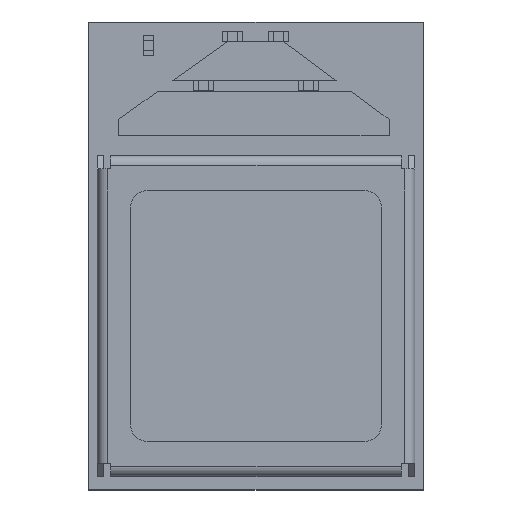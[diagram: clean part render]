
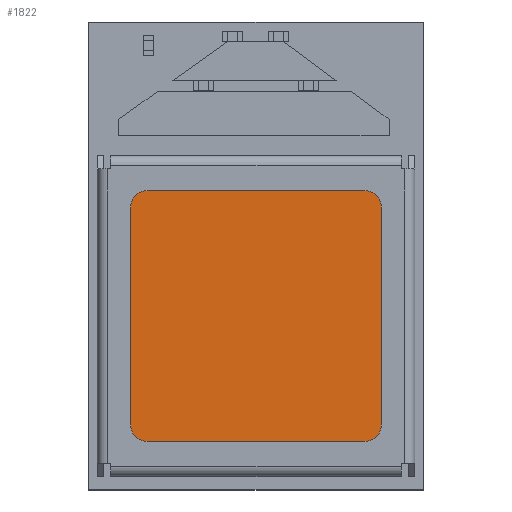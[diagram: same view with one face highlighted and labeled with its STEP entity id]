
A CAD part, top view. The second image highlights one B-rep face of the part: STEP entity #1822.
In plain terms, the highlighted planar face has unit normal (0, 0, 1).
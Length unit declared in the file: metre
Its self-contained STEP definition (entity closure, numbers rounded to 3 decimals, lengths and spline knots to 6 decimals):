
#1822=ADVANCED_FACE('',(#2918),#2919,.T.);
#2918=FACE_OUTER_BOUND('',#3796,.T.);
#2919=PLANE('',#3797);
#3796=EDGE_LOOP('',(#4742,#4743,#4744,#4745,#4746,#4747,#4748,#4749));
#3797=AXIS2_PLACEMENT_3D('',#4750,#4751,#4752);
#4742=ORIENTED_EDGE('',*,*,#6593,.T.);
#4743=ORIENTED_EDGE('',*,*,#6594,.T.);
#4744=ORIENTED_EDGE('',*,*,#6595,.T.);
#4745=ORIENTED_EDGE('',*,*,#6596,.T.);
#4746=ORIENTED_EDGE('',*,*,#6597,.T.);
#4747=ORIENTED_EDGE('',*,*,#6598,.T.);
#4748=ORIENTED_EDGE('',*,*,#6424,.T.);
#4749=ORIENTED_EDGE('',*,*,#6599,.T.);
#4750=CARTESIAN_POINT('',(-0.00658,-0.00244,-0.000664));
#4751=DIRECTION('',(0.0,0.0,1.0));
#4752=DIRECTION('',(1.0,0.0,0.0));
#6424=EDGE_CURVE('',#7211,#7209,#7212,.T.);
#6593=EDGE_CURVE('',#7497,#7498,#7499,.T.);
#6594=EDGE_CURVE('',#7498,#7500,#7501,.T.);
#6595=EDGE_CURVE('',#7500,#7502,#7503,.T.);
#6596=EDGE_CURVE('',#7502,#7504,#7505,.T.);
#6597=EDGE_CURVE('',#7504,#7506,#7507,.T.);
#6598=EDGE_CURVE('',#7506,#7211,#7508,.T.);
#6599=EDGE_CURVE('',#7209,#7497,#7509,.T.);
#7209=VERTEX_POINT('',#8334);
#7211=VERTEX_POINT('',#8337);
#7212=LINE('',#8338,#8339);
#7497=VERTEX_POINT('',#8744);
#7498=VERTEX_POINT('',#8745);
#7499=LINE('',#8746,#8747);
#7500=VERTEX_POINT('',#8748);
#7501=CIRCLE('',#8749,0.0005);
#7502=VERTEX_POINT('',#8750);
#7503=LINE('',#8751,#8752);
#7504=VERTEX_POINT('',#8753);
#7505=CIRCLE('',#8754,0.0005);
#7506=VERTEX_POINT('',#8755);
#7507=LINE('',#8756,#8757);
#7508=CIRCLE('',#8758,0.0005);
#7509=CIRCLE('',#8759,0.0005);
#8334=CARTESIAN_POINT('',(0.00092,0.00456,-0.000664));
#8337=CARTESIAN_POINT('',(0.00092,-0.00194,-0.000664));
#8338=CARTESIAN_POINT('',(0.00092,-0.00244,-0.000664));
#8339=VECTOR('',#9833,1.0);
#8744=CARTESIAN_POINT('',(0.00042,0.00506,-0.000664));
#8745=CARTESIAN_POINT('',(-0.00608,0.00506,-0.000664));
#8746=CARTESIAN_POINT('',(0.00092,0.00506,-0.000664));
#8747=VECTOR('',#9996,1.0);
#8748=CARTESIAN_POINT('',(-0.00658,0.00456,-0.000664));
#8749=AXIS2_PLACEMENT_3D('',#9997,#9998,#9999);
#8750=CARTESIAN_POINT('',(-0.00658,-0.00194,-0.000664));
#8751=CARTESIAN_POINT('',(-0.00658,0.00506,-0.000664));
#8752=VECTOR('',#10000,1.0);
#8753=CARTESIAN_POINT('',(-0.00608,-0.00244,-0.000664));
#8754=AXIS2_PLACEMENT_3D('',#10001,#10002,#10003);
#8755=CARTESIAN_POINT('',(0.00042,-0.00244,-0.000664));
#8756=CARTESIAN_POINT('',(-0.00658,-0.00244,-0.000664));
#8757=VECTOR('',#10004,1.0);
#8758=AXIS2_PLACEMENT_3D('',#10005,#10006,#10007);
#8759=AXIS2_PLACEMENT_3D('',#10008,#10009,#10010);
#9833=DIRECTION('',(0.0,1.0,0.0));
#9996=DIRECTION('',(-1.0,0.0,0.0));
#9997=CARTESIAN_POINT('',(-0.00608,0.00456,-0.000664));
#9998=DIRECTION('',(0.0,0.0,1.0));
#9999=DIRECTION('',(1.0,0.0,0.0));
#10000=DIRECTION('',(0.0,-1.0,0.0));
#10001=CARTESIAN_POINT('',(-0.00608,-0.00194,-0.000664));
#10002=DIRECTION('',(0.0,0.0,1.0));
#10003=DIRECTION('',(1.0,0.0,0.0));
#10004=DIRECTION('',(1.0,0.0,0.0));
#10005=CARTESIAN_POINT('',(0.00042,-0.00194,-0.000664));
#10006=DIRECTION('',(0.0,0.0,1.0));
#10007=DIRECTION('',(1.0,0.0,0.0));
#10008=CARTESIAN_POINT('',(0.00042,0.00456,-0.000664));
#10009=DIRECTION('',(0.0,0.0,1.0));
#10010=DIRECTION('',(1.0,0.0,0.0));
